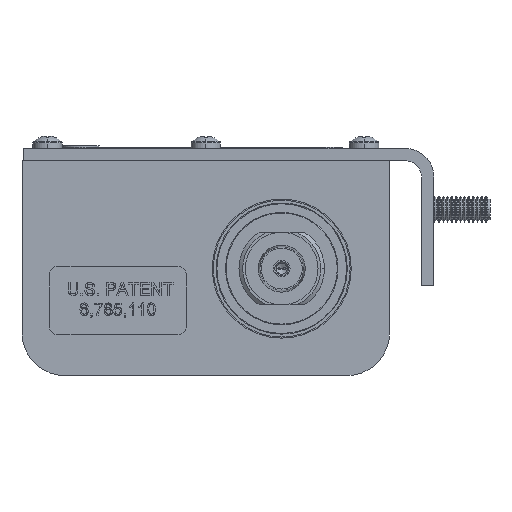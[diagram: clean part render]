
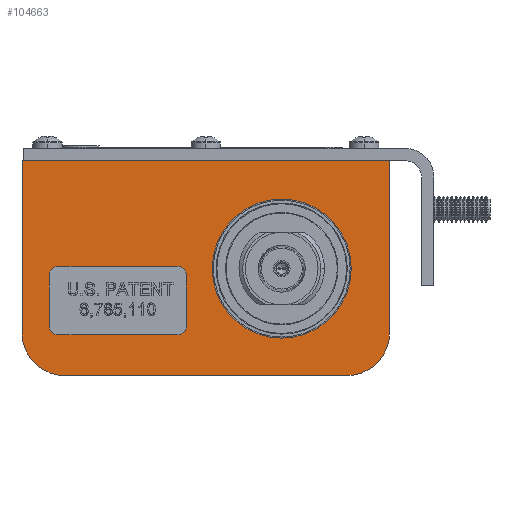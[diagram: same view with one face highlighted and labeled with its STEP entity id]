
A CAD part, left-side view. The second image highlights one B-rep face of the part: STEP entity #104663.
In plain terms, the highlighted face is planar.
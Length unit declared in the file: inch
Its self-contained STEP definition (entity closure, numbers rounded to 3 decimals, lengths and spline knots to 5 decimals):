
#460 = CIRCLE ( 'NONE', #130231, 0.508 ) ;
#1953 = VERTEX_POINT ( 'NONE', #126711 ) ;
#5333 = DIRECTION ( 'NONE',  ( 0., 1., 0. ) ) ;
#5350 = CIRCLE ( 'NONE', #111491, 0.3125 ) ;
#5566 = EDGE_CURVE ( 'NONE', #128728, #42011, #33513, .T. ) ;
#12144 = FACE_BOUND ( 'NONE', #104841, .T. ) ;
#12505 = CARTESIAN_POINT ( 'NONE',  ( 0.834, 1.25, 0.955 ) ) ;
#13306 = CARTESIAN_POINT ( 'NONE',  ( 0.834, 0.462, -0.341 ) ) ;
#13721 = EDGE_CURVE ( 'NONE', #128728, #80491, #24124, .T. ) ;
#16504 = CARTESIAN_POINT ( 'NONE',  ( 0.834, 0.462, 0.167 ) ) ;
#17139 = CARTESIAN_POINT ( 'NONE',  ( 0.834, -1.436, 0.955 ) ) ;
#18385 = VERTEX_POINT ( 'NONE', #25792 ) ;
#21473 = DIRECTION ( 'NONE',  ( 1., 0., 0. ) ) ;
#22667 = DIRECTION ( 'NONE',  ( 0., 0., -1. ) ) ;
#24124 = LINE ( 'NONE', #68232, #83273 ) ;
#25792 = CARTESIAN_POINT ( 'NONE',  ( 0.834, 1.25, -0.3025 ) ) ;
#27113 = DIRECTION ( 'NONE',  ( 0., 0., -1. ) ) ;
#28447 = AXIS2_PLACEMENT_3D ( 'NONE', #47548, #58060, #131739 ) ;
#29138 = CARTESIAN_POINT ( 'NONE',  ( 0.834, 0.9375, -0.3025 ) ) ;
#30977 = DIRECTION ( 'NONE',  ( 0., 0., -1. ) ) ;
#33513 = LINE ( 'NONE', #72772, #135587 ) ;
#36150 = CARTESIAN_POINT ( 'NONE',  ( 0.834, 1.25, -0.615 ) ) ;
#36596 = EDGE_CURVE ( 'NONE', #72515, #18385, #59995, .T. ) ;
#37772 = LINE ( 'NONE', #96207, #68980 ) ;
#37893 = EDGE_CURVE ( 'NONE', #98820, #54834, #460, .T. ) ;
#39684 = DIRECTION ( 'NONE',  ( 0., 0., 1. ) ) ;
#41851 = DIRECTION ( 'NONE',  ( 1., 0., 0. ) ) ;
#42011 = VERTEX_POINT ( 'NONE', #48592 ) ;
#43630 = EDGE_CURVE ( 'NONE', #1953, #72515, #121526, .T. ) ;
#47548 = CARTESIAN_POINT ( 'NONE',  ( 0.834, 1.25, 0.955 ) ) ;
#48592 = CARTESIAN_POINT ( 'NONE',  ( 0.834, -1.436, -0.3025 ) ) ;
#52440 = EDGE_LOOP ( 'NONE', ( #135533, #52661, #88859, #96277, #104553, #124123 ) ) ;
#52661 = ORIENTED_EDGE ( 'NONE', *, *, #36596, .T. ) ;
#54526 = AXIS2_PLACEMENT_3D ( 'NONE', #16504, #90087, #27113 ) ;
#54834 = VERTEX_POINT ( 'NONE', #124781 ) ;
#58060 = DIRECTION ( 'NONE',  ( -1., 0., 0. ) ) ;
#59236 = ORIENTED_EDGE ( 'NONE', *, *, #37893, .F. ) ;
#59995 = CIRCLE ( 'NONE', #86879, 0.3125 ) ;
#68232 = CARTESIAN_POINT ( 'NONE',  ( 0.834, 1.25, 0.955 ) ) ;
#68980 = VECTOR ( 'NONE', #22667, 39.37008 ) ;
#72515 = VERTEX_POINT ( 'NONE', #112815 ) ;
#72772 = CARTESIAN_POINT ( 'NONE',  ( 0.834, -1.436, 0.955 ) ) ;
#78733 = VECTOR ( 'NONE', #99213, 39.37008 ) ;
#80491 = VERTEX_POINT ( 'NONE', #12505 ) ;
#83273 = VECTOR ( 'NONE', #5333, 39.37008 ) ;
#84402 = CARTESIAN_POINT ( 'NONE',  ( 0.834, 0.462, 0.167 ) ) ;
#86879 = AXIS2_PLACEMENT_3D ( 'NONE', #29138, #102715, #39684 ) ;
#88859 = ORIENTED_EDGE ( 'NONE', *, *, #126959, .F. ) ;
#90087 = DIRECTION ( 'NONE',  ( 1., 0., 0. ) ) ;
#94964 = DIRECTION ( 'NONE',  ( 0., 0., -1. ) ) ;
#96207 = CARTESIAN_POINT ( 'NONE',  ( 0.834, 1.25, 0.955 ) ) ;
#96277 = ORIENTED_EDGE ( 'NONE', *, *, #13721, .F. ) ;
#98820 = VERTEX_POINT ( 'NONE', #13306 ) ;
#99213 = DIRECTION ( 'NONE',  ( 0., 1., 0. ) ) ;
#102715 = DIRECTION ( 'NONE',  ( 1., 0., 0. ) ) ;
#104553 = ORIENTED_EDGE ( 'NONE', *, *, #5566, .T. ) ;
#104663 = ADVANCED_FACE ( 'NONE', ( #12144, #124044 ), #110532, .F. ) ;
#104841 = EDGE_LOOP ( 'NONE', ( #59236, #116595 ) ) ;
#104898 = CARTESIAN_POINT ( 'NONE',  ( 0.834, -1.1235, -0.3025 ) ) ;
#110532 = PLANE ( 'NONE',  #28447 ) ;
#111491 = AXIS2_PLACEMENT_3D ( 'NONE', #104898, #41851, #115438 ) ;
#112815 = CARTESIAN_POINT ( 'NONE',  ( 0.834, 0.9375, -0.615 ) ) ;
#115438 = DIRECTION ( 'NONE',  ( 0., 0., 1. ) ) ;
#116595 = ORIENTED_EDGE ( 'NONE', *, *, #124820, .F. ) ;
#121526 = LINE ( 'NONE', #36150, #78733 ) ;
#124044 = FACE_OUTER_BOUND ( 'NONE', #52440, .T. ) ;
#124123 = ORIENTED_EDGE ( 'NONE', *, *, #130533, .T. ) ;
#124781 = CARTESIAN_POINT ( 'NONE',  ( 0.834, 0.462, 0.675 ) ) ;
#124820 = EDGE_CURVE ( 'NONE', #54834, #98820, #126478, .T. ) ;
#126478 = CIRCLE ( 'NONE', #54526, 0.508 ) ;
#126711 = CARTESIAN_POINT ( 'NONE',  ( 0.834, -1.1235, -0.615 ) ) ;
#126959 = EDGE_CURVE ( 'NONE', #80491, #18385, #37772, .T. ) ;
#128728 = VERTEX_POINT ( 'NONE', #17139 ) ;
#130231 = AXIS2_PLACEMENT_3D ( 'NONE', #84402, #21473, #94964 ) ;
#130533 = EDGE_CURVE ( 'NONE', #42011, #1953, #5350, .T. ) ;
#131739 = DIRECTION ( 'NONE',  ( 0., 0., 1. ) ) ;
#135533 = ORIENTED_EDGE ( 'NONE', *, *, #43630, .T. ) ;
#135587 = VECTOR ( 'NONE', #30977, 39.37008 ) ;
